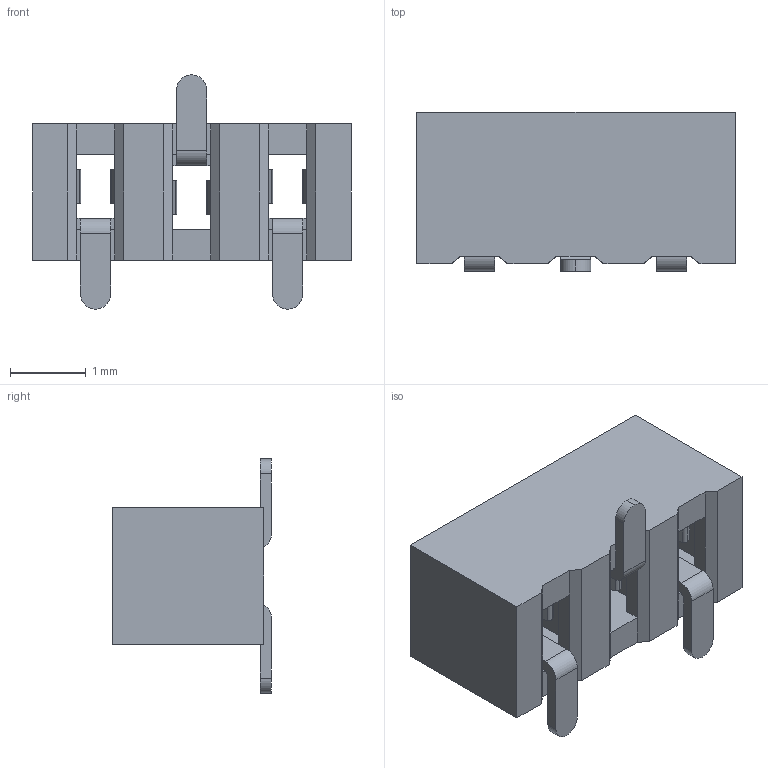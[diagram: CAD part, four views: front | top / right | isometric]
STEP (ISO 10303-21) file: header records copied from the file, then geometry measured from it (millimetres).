
FILE_DESCRIPTION(('STEP AP242'),'1');
FILE_NAME('m50-3130345.stp','2024-07-11T14:36:53',('TraceParts'),('TraceParts S.A.'),'Spatial InterOp 3D',' ',' ');
FILE_SCHEMA(('AP242_MANAGED_MODEL_BASED_3D_ENGINEERING_MIM_LF {1 0 10303 442 1 1 4}'));
Length unit declared in the file: millimetre
Products named in the file (1): m50-3130345_1
Bounding box: 4.21 x 2.1 x 3.1 mm (x, y, z)
Volume: 11 mm3; surface area: 85.6 mm2
Topology: 4 solids, 4 shells, 198 faces, 543 edges, 350 vertices
Faces by surface type: plane 138, cylinder 60
Entity records: 6291 total; most frequent: CARTESIAN_POINT 1095, ORIENTED_EDGE 1086, DIRECTION 1067, EDGE_CURVE 543, LINE 423, VECTOR 423, VERTEX_POINT 350, AXIS2_PLACEMENT_3D 322
